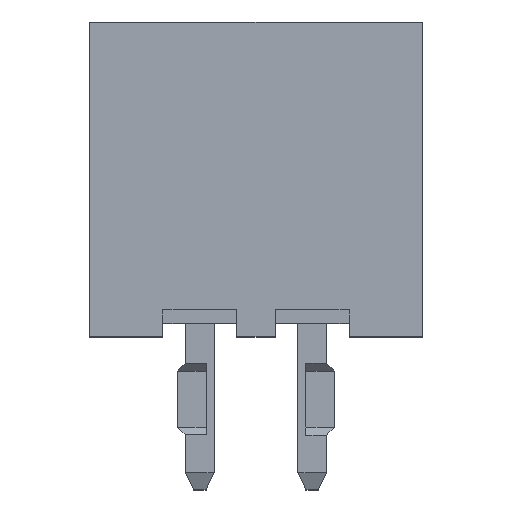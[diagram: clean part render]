
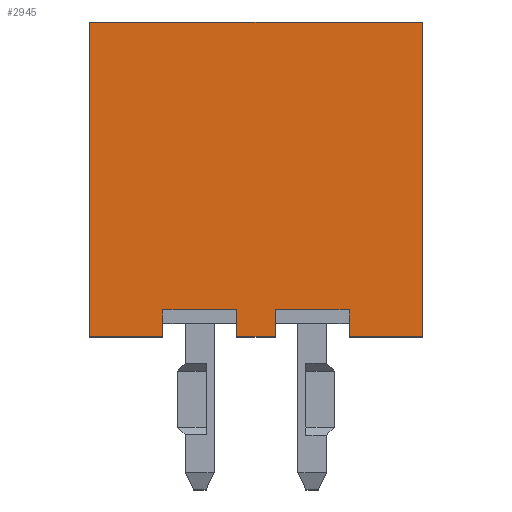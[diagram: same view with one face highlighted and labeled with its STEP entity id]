
A CAD part, top view. The second image highlights one B-rep face of the part: STEP entity #2945.
In plain terms, the highlighted planar face has unit normal (0, 0, 1).
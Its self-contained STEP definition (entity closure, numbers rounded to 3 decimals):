
#76 = FACE_OUTER_BOUND ( 'NONE', #1386, .T. ) ;
#90 = CARTESIAN_POINT ( 'NONE',  ( 0.43, 0., 3.4 ) ) ;
#95 = VERTEX_POINT ( 'NONE', #1056 ) ;
#120 = VECTOR ( 'NONE', #3171, 1000. ) ;
#165 = VECTOR ( 'NONE', #2641, 1000. ) ;
#183 = PLANE ( 'NONE',  #667 ) ;
#184 = DIRECTION ( 'NONE',  ( 1., 0., 0. ) ) ;
#217 = DIRECTION ( 'NONE',  ( 0., -1., 0. ) ) ;
#242 = LINE ( 'NONE', #2438, #1252 ) ;
#287 = VECTOR ( 'NONE', #1842, 1000. ) ;
#289 = VECTOR ( 'NONE', #2070, 1000. ) ;
#343 = EDGE_CURVE ( 'NONE', #1284, #2736, #2349, .T. ) ;
#428 = ORIENTED_EDGE ( 'NONE', *, *, #2324, .F. ) ;
#439 = CARTESIAN_POINT ( 'NONE',  ( -2.07, 0., 3.4 ) ) ;
#444 = VERTEX_POINT ( 'NONE', #704 ) ;
#451 = ORIENTED_EDGE ( 'NONE', *, *, #1892, .T. ) ;
#481 = VECTOR ( 'NONE', #1167, 1000. ) ;
#518 = VERTEX_POINT ( 'NONE', #1258 ) ;
#563 = ORIENTED_EDGE ( 'NONE', *, *, #3163, .F. ) ;
#619 = CARTESIAN_POINT ( 'NONE',  ( 0., 0., 3.4 ) ) ;
#638 = LINE ( 'NONE', #1877, #165 ) ;
#667 = AXIS2_PLACEMENT_3D ( 'NONE', #1237, #1255, #751 ) ;
#677 = VECTOR ( 'NONE', #2228, 1000. ) ;
#704 = CARTESIAN_POINT ( 'NONE',  ( 2.07, 0., 3.4 ) ) ;
#751 = DIRECTION ( 'NONE',  ( -1., 0., 0. ) ) ;
#760 = CARTESIAN_POINT ( 'NONE',  ( 2.07, 0.3, 3.4 ) ) ;
#828 = VERTEX_POINT ( 'NONE', #2613 ) ;
#905 = CARTESIAN_POINT ( 'NONE',  ( -0.43, 0.3, 3.4 ) ) ;
#912 = CARTESIAN_POINT ( 'NONE',  ( 3.7, 7., 3.4 ) ) ;
#959 = ORIENTED_EDGE ( 'NONE', *, *, #343, .T. ) ;
#1003 = CARTESIAN_POINT ( 'NONE',  ( -2.07, 0.3, 3.4 ) ) ;
#1036 = ORIENTED_EDGE ( 'NONE', *, *, #2207, .T. ) ;
#1056 = CARTESIAN_POINT ( 'NONE',  ( -3.7, 7., 3.4 ) ) ;
#1087 = CARTESIAN_POINT ( 'NONE',  ( 2.07, 0.6, 3.4 ) ) ;
#1116 = EDGE_CURVE ( 'NONE', #828, #2269, #1714, .T. ) ;
#1121 = DIRECTION ( 'NONE',  ( -1., 0., 0. ) ) ;
#1142 = LINE ( 'NONE', #905, #481 ) ;
#1167 = DIRECTION ( 'NONE',  ( 0., -1., 0. ) ) ;
#1168 = CARTESIAN_POINT ( 'NONE',  ( 0., 0., 3.4 ) ) ;
#1237 = CARTESIAN_POINT ( 'NONE',  ( 0., 7., 3.4 ) ) ;
#1252 = VECTOR ( 'NONE', #2702, 1000. ) ;
#1253 = ORIENTED_EDGE ( 'NONE', *, *, #2981, .F. ) ;
#1255 = DIRECTION ( 'NONE',  ( 0., 0., -1. ) ) ;
#1258 = CARTESIAN_POINT ( 'NONE',  ( 0.43, 0.6, 3.4 ) ) ;
#1261 = LINE ( 'NONE', #1317, #2572 ) ;
#1284 = VERTEX_POINT ( 'NONE', #1345 ) ;
#1310 = DIRECTION ( 'NONE',  ( 1., 0., 0. ) ) ;
#1317 = CARTESIAN_POINT ( 'NONE',  ( 0., 0., 3.4 ) ) ;
#1345 = CARTESIAN_POINT ( 'NONE',  ( -0.43, 0., 3.4 ) ) ;
#1386 = EDGE_LOOP ( 'NONE', ( #563, #1617, #451, #1253, #2448, #2145, #2855, #3026, #2371, #1036, #959, #428 ) ) ;
#1529 = VECTOR ( 'NONE', #1121, 1000. ) ;
#1617 = ORIENTED_EDGE ( 'NONE', *, *, #2789, .T. ) ;
#1629 = VERTEX_POINT ( 'NONE', #912 ) ;
#1655 = VECTOR ( 'NONE', #217, 1000. ) ;
#1714 = LINE ( 'NONE', #1003, #120 ) ;
#1756 = LINE ( 'NONE', #2282, #2971 ) ;
#1768 = VERTEX_POINT ( 'NONE', #3181 ) ;
#1797 = LINE ( 'NONE', #2400, #1655 ) ;
#1822 = CARTESIAN_POINT ( 'NONE',  ( -2.07, 0.6, 3.4 ) ) ;
#1842 = DIRECTION ( 'NONE',  ( 1., 0., 0. ) ) ;
#1877 = CARTESIAN_POINT ( 'NONE',  ( 0.43, 0.3, 3.4 ) ) ;
#1892 = EDGE_CURVE ( 'NONE', #444, #2257, #1261, .T. ) ;
#1976 = CARTESIAN_POINT ( 'NONE',  ( -0.43, 0.6, 3.4 ) ) ;
#2032 = CARTESIAN_POINT ( 'NONE',  ( 2.07, 0.6, 3.4 ) ) ;
#2035 = EDGE_CURVE ( 'NONE', #1768, #2269, #2259, .T. ) ;
#2070 = DIRECTION ( 'NONE',  ( -1., 0., 0. ) ) ;
#2109 = LINE ( 'NONE', #1822, #289 ) ;
#2145 = ORIENTED_EDGE ( 'NONE', *, *, #2848, .T. ) ;
#2207 = EDGE_CURVE ( 'NONE', #3037, #1284, #1142, .T. ) ;
#2209 = VECTOR ( 'NONE', #184, 1000. ) ;
#2228 = DIRECTION ( 'NONE',  ( 0., -1., 0. ) ) ;
#2257 = VERTEX_POINT ( 'NONE', #2401 ) ;
#2259 = LINE ( 'NONE', #619, #287 ) ;
#2269 = VERTEX_POINT ( 'NONE', #439 ) ;
#2282 = CARTESIAN_POINT ( 'NONE',  ( 0., 7., 3.4 ) ) ;
#2293 = LINE ( 'NONE', #760, #677 ) ;
#2300 = EDGE_CURVE ( 'NONE', #95, #1629, #1756, .T. ) ;
#2324 = EDGE_CURVE ( 'NONE', #518, #2736, #638, .T. ) ;
#2349 = LINE ( 'NONE', #1168, #2209 ) ;
#2371 = ORIENTED_EDGE ( 'NONE', *, *, #2630, .F. ) ;
#2400 = CARTESIAN_POINT ( 'NONE',  ( -3.7, 7., 3.4 ) ) ;
#2401 = CARTESIAN_POINT ( 'NONE',  ( 3.7, 0., 3.4 ) ) ;
#2438 = CARTESIAN_POINT ( 'NONE',  ( 3.7, 7., 3.4 ) ) ;
#2448 = ORIENTED_EDGE ( 'NONE', *, *, #2300, .F. ) ;
#2539 = DIRECTION ( 'NONE',  ( 1., 0., 0. ) ) ;
#2572 = VECTOR ( 'NONE', #2539, 1000. ) ;
#2601 = LINE ( 'NONE', #1087, #1529 ) ;
#2613 = CARTESIAN_POINT ( 'NONE',  ( -2.07, 0.6, 3.4 ) ) ;
#2630 = EDGE_CURVE ( 'NONE', #3037, #828, #2109, .T. ) ;
#2641 = DIRECTION ( 'NONE',  ( 0., -1., 0. ) ) ;
#2702 = DIRECTION ( 'NONE',  ( 0., -1., 0. ) ) ;
#2736 = VERTEX_POINT ( 'NONE', #90 ) ;
#2789 = EDGE_CURVE ( 'NONE', #3101, #444, #2293, .T. ) ;
#2848 = EDGE_CURVE ( 'NONE', #95, #1768, #1797, .T. ) ;
#2855 = ORIENTED_EDGE ( 'NONE', *, *, #2035, .T. ) ;
#2945 = ADVANCED_FACE ( 'NONE', ( #76 ), #183, .F. ) ;
#2971 = VECTOR ( 'NONE', #1310, 1000. ) ;
#2981 = EDGE_CURVE ( 'NONE', #1629, #2257, #242, .T. ) ;
#3026 = ORIENTED_EDGE ( 'NONE', *, *, #1116, .F. ) ;
#3037 = VERTEX_POINT ( 'NONE', #1976 ) ;
#3101 = VERTEX_POINT ( 'NONE', #2032 ) ;
#3163 = EDGE_CURVE ( 'NONE', #3101, #518, #2601, .T. ) ;
#3171 = DIRECTION ( 'NONE',  ( 0., -1., 0. ) ) ;
#3181 = CARTESIAN_POINT ( 'NONE',  ( -3.7, 0., 3.4 ) ) ;
